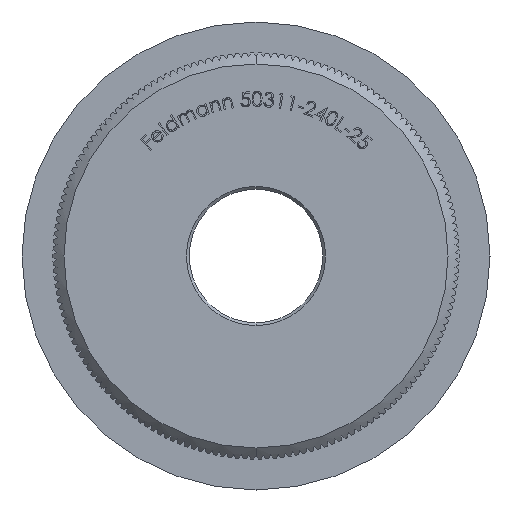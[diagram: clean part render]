
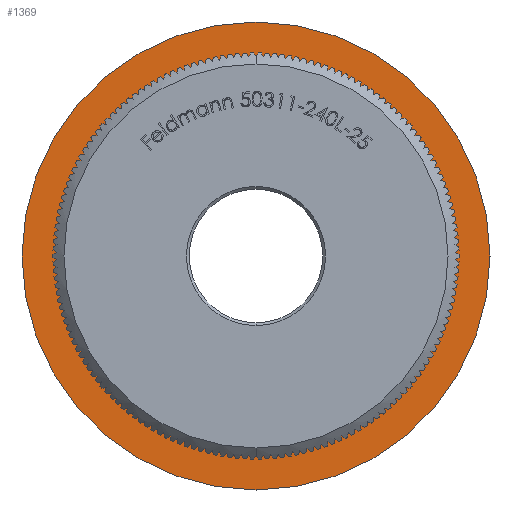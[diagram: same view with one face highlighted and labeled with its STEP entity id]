
A CAD part, front view. The second image highlights one B-rep face of the part: STEP entity #1369.
In plain terms, the highlighted planar face has unit normal (0, -1, 0).
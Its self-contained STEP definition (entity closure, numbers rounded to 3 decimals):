
#933 = EDGE_CURVE ( 'NONE', #18708, #15384, #1222, .T. ) ;
#1222 = CIRCLE ( 'NONE', #17207, 17.7 ) ;
#1369 = ADVANCED_FACE ( 'NONE', ( #30866, #31631 ), #28018, .T. ) ;
#7391 = ORIENTED_EDGE ( 'NONE', *, *, #24264, .T. ) ;
#8804 = CIRCLE ( 'NONE', #14204, 21.2 ) ;
#10901 = AXIS2_PLACEMENT_3D ( 'NONE', #24013, #26211, #11172 ) ;
#11172 = DIRECTION ( 'NONE',  ( 0., 0., -1. ) ) ;
#11932 = DIRECTION ( 'NONE',  ( 0., 0., -1. ) ) ;
#12836 = CARTESIAN_POINT ( 'NONE',  ( 17.7, 8., 0. ) ) ;
#13291 = EDGE_LOOP ( 'NONE', ( #7391, #20911 ) ) ;
#13516 = CIRCLE ( 'NONE', #18358, 17.7 ) ;
#14204 = AXIS2_PLACEMENT_3D ( 'NONE', #29917, #27179, #20081 ) ;
#14589 = DIRECTION ( 'NONE',  ( 0., 0., -1. ) ) ;
#15384 = VERTEX_POINT ( 'NONE', #28179 ) ;
#15708 = ORIENTED_EDGE ( 'NONE', *, *, #22422, .F. ) ;
#16164 = AXIS2_PLACEMENT_3D ( 'NONE', #12836, #18059, #27914 ) ;
#17094 = CARTESIAN_POINT ( 'NONE',  ( 0., 8., 0. ) ) ;
#17207 = AXIS2_PLACEMENT_3D ( 'NONE', #17094, #24975, #14589 ) ;
#18059 = DIRECTION ( 'NONE',  ( 0., -1., 0. ) ) ;
#18358 = AXIS2_PLACEMENT_3D ( 'NONE', #31765, #21757, #11932 ) ;
#18708 = VERTEX_POINT ( 'NONE', #22621 ) ;
#19747 = VERTEX_POINT ( 'NONE', #20542 ) ;
#20081 = DIRECTION ( 'NONE',  ( 0., 0., -1. ) ) ;
#20542 = CARTESIAN_POINT ( 'NONE',  ( 0., 8., 21.2 ) ) ;
#20911 = ORIENTED_EDGE ( 'NONE', *, *, #24461, .T. ) ;
#21757 = DIRECTION ( 'NONE',  ( 0., -1., 0. ) ) ;
#22063 = CIRCLE ( 'NONE', #10901, 21.2 ) ;
#22422 = EDGE_CURVE ( 'NONE', #15384, #18708, #13516, .T. ) ;
#22621 = CARTESIAN_POINT ( 'NONE',  ( 0., 8., 17.7 ) ) ;
#23615 = VERTEX_POINT ( 'NONE', #30812 ) ;
#24013 = CARTESIAN_POINT ( 'NONE',  ( 0., 8., 0. ) ) ;
#24264 = EDGE_CURVE ( 'NONE', #23615, #19747, #22063, .T. ) ;
#24461 = EDGE_CURVE ( 'NONE', #19747, #23615, #8804, .T. ) ;
#24975 = DIRECTION ( 'NONE',  ( 0., -1., 0. ) ) ;
#26211 = DIRECTION ( 'NONE',  ( 0., -1., 0. ) ) ;
#27179 = DIRECTION ( 'NONE',  ( 0., -1., 0. ) ) ;
#27210 = EDGE_LOOP ( 'NONE', ( #15708, #28314 ) ) ;
#27914 = DIRECTION ( 'NONE',  ( 0., 0., -1. ) ) ;
#28018 = PLANE ( 'NONE',  #16164 ) ;
#28179 = CARTESIAN_POINT ( 'NONE',  ( 0., 8., -17.7 ) ) ;
#28314 = ORIENTED_EDGE ( 'NONE', *, *, #933, .F. ) ;
#29917 = CARTESIAN_POINT ( 'NONE',  ( 0., 8., 0. ) ) ;
#30812 = CARTESIAN_POINT ( 'NONE',  ( 0., 8., -21.2 ) ) ;
#30866 = FACE_OUTER_BOUND ( 'NONE', #13291, .T. ) ;
#31631 = FACE_BOUND ( 'NONE', #27210, .T. ) ;
#31765 = CARTESIAN_POINT ( 'NONE',  ( 0., 8., 0. ) ) ;
